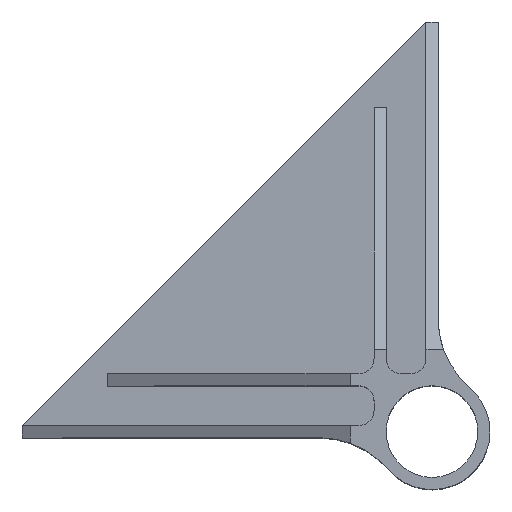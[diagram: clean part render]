
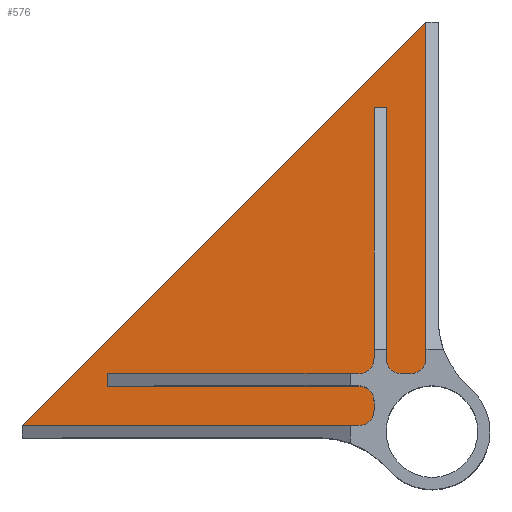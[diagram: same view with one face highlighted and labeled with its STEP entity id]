
A CAD part, top view. The second image highlights one B-rep face of the part: STEP entity #576.
In plain terms, the highlighted planar face has unit normal (0, 0, 1).
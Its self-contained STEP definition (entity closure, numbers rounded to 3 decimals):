
#20=PLANE('',#625);
#44=FACE_OUTER_BOUND('',#75,.T.);
#75=EDGE_LOOP('',(#406,#407,#408,#409,#410,#411,#412,#413,#414,#415,#416,
#417,#418,#419,#420,#421));
#107=LINE('',#850,#172);
#112=LINE('',#865,#177);
#113=LINE('',#867,#178);
#114=LINE('',#869,#179);
#115=LINE('',#873,#180);
#116=LINE('',#875,#181);
#117=LINE('',#876,#182);
#118=LINE('',#878,#183);
#119=LINE('',#882,#184);
#120=LINE('',#884,#185);
#121=LINE('',#886,#186);
#172=VECTOR('',#681,10.);
#177=VECTOR('',#694,10.);
#178=VECTOR('',#695,10.);
#179=VECTOR('',#696,10.);
#180=VECTOR('',#699,10.);
#181=VECTOR('',#700,10.);
#182=VECTOR('',#701,10.);
#183=VECTOR('',#702,10.);
#184=VECTOR('',#705,10.);
#185=VECTOR('',#706,10.);
#186=VECTOR('',#707,10.);
#235=CIRCLE('',#619,5.);
#237=CIRCLE('',#623,5.);
#239=CIRCLE('',#626,5.);
#240=CIRCLE('',#627,5.);
#241=CIRCLE('',#628,5.);
#253=VERTEX_POINT('',#840);
#254=VERTEX_POINT('',#841);
#257=VERTEX_POINT('',#849);
#259=VERTEX_POINT('',#855);
#260=VERTEX_POINT('',#856);
#263=VERTEX_POINT('',#864);
#264=VERTEX_POINT('',#866);
#265=VERTEX_POINT('',#868);
#266=VERTEX_POINT('',#870);
#267=VERTEX_POINT('',#872);
#268=VERTEX_POINT('',#874);
#269=VERTEX_POINT('',#877);
#270=VERTEX_POINT('',#879);
#271=VERTEX_POINT('',#881);
#272=VERTEX_POINT('',#883);
#273=VERTEX_POINT('',#885);
#309=EDGE_CURVE('',#253,#254,#235,.T.);
#313=EDGE_CURVE('',#257,#253,#107,.T.);
#316=EDGE_CURVE('',#259,#260,#237,.T.);
#320=EDGE_CURVE('',#254,#263,#112,.T.);
#321=EDGE_CURVE('',#263,#264,#113,.T.);
#322=EDGE_CURVE('',#264,#265,#114,.T.);
#323=EDGE_CURVE('',#265,#266,#239,.T.);
#324=EDGE_CURVE('',#266,#267,#115,.T.);
#325=EDGE_CURVE('',#267,#268,#116,.T.);
#326=EDGE_CURVE('',#268,#259,#117,.T.);
#327=EDGE_CURVE('',#260,#269,#118,.T.);
#328=EDGE_CURVE('',#269,#270,#240,.T.);
#329=EDGE_CURVE('',#270,#271,#119,.T.);
#330=EDGE_CURVE('',#272,#271,#120,.T.);
#331=EDGE_CURVE('',#272,#273,#121,.T.);
#332=EDGE_CURVE('',#273,#257,#241,.T.);
#406=ORIENTED_EDGE('',*,*,#309,.T.);
#407=ORIENTED_EDGE('',*,*,#320,.T.);
#408=ORIENTED_EDGE('',*,*,#321,.T.);
#409=ORIENTED_EDGE('',*,*,#322,.T.);
#410=ORIENTED_EDGE('',*,*,#323,.T.);
#411=ORIENTED_EDGE('',*,*,#324,.T.);
#412=ORIENTED_EDGE('',*,*,#325,.T.);
#413=ORIENTED_EDGE('',*,*,#326,.T.);
#414=ORIENTED_EDGE('',*,*,#316,.T.);
#415=ORIENTED_EDGE('',*,*,#327,.T.);
#416=ORIENTED_EDGE('',*,*,#328,.T.);
#417=ORIENTED_EDGE('',*,*,#329,.T.);
#418=ORIENTED_EDGE('',*,*,#330,.F.);
#419=ORIENTED_EDGE('',*,*,#331,.T.);
#420=ORIENTED_EDGE('',*,*,#332,.T.);
#421=ORIENTED_EDGE('',*,*,#313,.T.);
#576=ADVANCED_FACE('',(#44),#20,.T.);
#619=AXIS2_PLACEMENT_3D('',#842,#673,#674);
#623=AXIS2_PLACEMENT_3D('',#857,#686,#687);
#625=AXIS2_PLACEMENT_3D('',#863,#692,#693);
#626=AXIS2_PLACEMENT_3D('',#871,#697,#698);
#627=AXIS2_PLACEMENT_3D('',#880,#703,#704);
#628=AXIS2_PLACEMENT_3D('',#887,#708,#709);
#673=DIRECTION('center_axis',(0.,0.,1.));
#674=DIRECTION('ref_axis',(0.707,0.707,0.));
#681=DIRECTION('',(0.,1.,0.));
#686=DIRECTION('center_axis',(0.,0.,1.));
#687=DIRECTION('ref_axis',(-0.707,-0.707,0.));
#692=DIRECTION('center_axis',(0.,0.,1.));
#693=DIRECTION('ref_axis',(1.,0.,0.));
#694=DIRECTION('',(-1.,0.,0.));
#695=DIRECTION('',(0.,1.,0.));
#696=DIRECTION('',(1.,0.,0.));
#697=DIRECTION('center_axis',(0.,0.,1.));
#698=DIRECTION('ref_axis',(0.707,-0.707,0.));
#699=DIRECTION('',(0.,1.,0.));
#700=DIRECTION('',(1.,0.,0.));
#701=DIRECTION('',(0.,-1.,0.));
#702=DIRECTION('',(1.,0.,0.));
#703=DIRECTION('center_axis',(0.,0.,1.));
#704=DIRECTION('ref_axis',(0.707,-0.707,0.));
#705=DIRECTION('',(0.,1.,0.));
#706=DIRECTION('',(0.707,0.707,0.));
#707=DIRECTION('',(1.,0.,0.));
#708=DIRECTION('center_axis',(0.,0.,1.));
#709=DIRECTION('ref_axis',(0.707,-0.707,0.));
#840=CARTESIAN_POINT('',(-19.1,10.1,0.));
#841=CARTESIAN_POINT('',(-24.1,15.1,0.));
#842=CARTESIAN_POINT('Origin',(-24.1,10.1,0.));
#849=CARTESIAN_POINT('',(-19.1,7.,0.));
#850=CARTESIAN_POINT('',(-19.1,2.,0.));
#855=CARTESIAN_POINT('',(-15.1,24.1,0.));
#856=CARTESIAN_POINT('',(-10.1,19.1,0.));
#857=CARTESIAN_POINT('Origin',(-10.1,24.1,0.));
#863=CARTESIAN_POINT('Origin',(-58.,58.,0.));
#864=CARTESIAN_POINT('',(-106.9,15.1,0.));
#865=CARTESIAN_POINT('',(-2.,15.1,0.));
#866=CARTESIAN_POINT('',(-106.9,19.1,0.));
#867=CARTESIAN_POINT('',(-106.9,15.1,0.));
#868=CARTESIAN_POINT('',(-24.1,19.1,0.));
#869=CARTESIAN_POINT('',(-106.9,19.1,0.));
#870=CARTESIAN_POINT('',(-19.1,24.1,0.));
#871=CARTESIAN_POINT('Origin',(-24.1,24.1,0.));
#872=CARTESIAN_POINT('',(-19.1,106.9,0.));
#873=CARTESIAN_POINT('',(-19.1,2.,0.));
#874=CARTESIAN_POINT('',(-15.1,106.9,0.));
#875=CARTESIAN_POINT('',(-19.1,106.9,0.));
#876=CARTESIAN_POINT('',(-15.1,106.9,0.));
#877=CARTESIAN_POINT('',(-7.,19.1,0.));
#878=CARTESIAN_POINT('',(-106.9,19.1,0.));
#879=CARTESIAN_POINT('',(-2.,24.1,0.));
#880=CARTESIAN_POINT('Origin',(-7.,24.1,0.));
#881=CARTESIAN_POINT('',(-2.,135.1,0.));
#882=CARTESIAN_POINT('',(-2.,15.1,0.));
#883=CARTESIAN_POINT('',(-135.1,2.,0.));
#884=CARTESIAN_POINT('',(-135.1,2.,0.));
#885=CARTESIAN_POINT('',(-24.1,2.,0.));
#886=CARTESIAN_POINT('',(-135.1,2.,0.));
#887=CARTESIAN_POINT('Origin',(-24.1,7.,0.));
